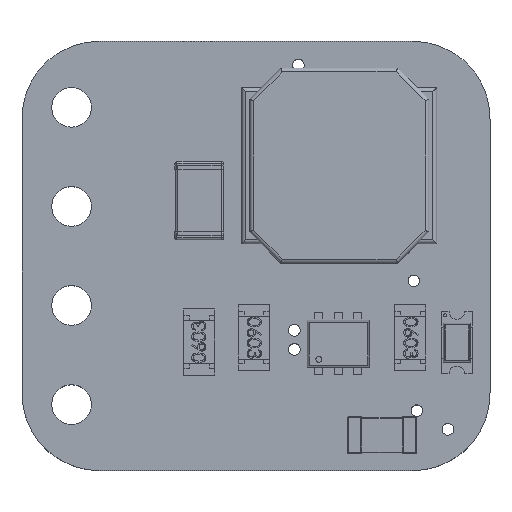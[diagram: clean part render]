
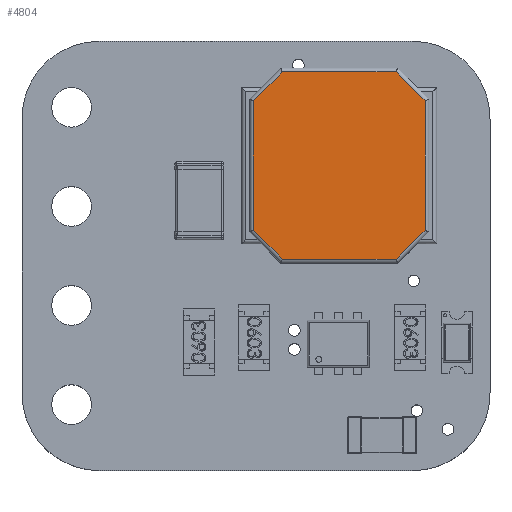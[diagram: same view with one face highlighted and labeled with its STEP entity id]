
A CAD part, top view. The second image highlights one B-rep face of the part: STEP entity #4804.
In plain terms, the highlighted face is planar.
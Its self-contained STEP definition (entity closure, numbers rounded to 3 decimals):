
#4804 = ADVANCED_FACE('',(#4805),#4871,.F.);
#4805 = FACE_BOUND('',#4806,.T.);
#4806 = EDGE_LOOP('',(#4807,#4817,#4825,#4833,#4841,#4849,#4857,#4865));
#4807 = ORIENTED_EDGE('',*,*,#4808,.T.);
#4808 = EDGE_CURVE('',#4809,#4811,#4813,.T.);
#4809 = VERTEX_POINT('',#4810);
#4810 = CARTESIAN_POINT('',(1.459,4.,-2.4));
#4811 = VERTEX_POINT('',#4812);
#4812 = CARTESIAN_POINT('',(-1.459,4.,-2.4));
#4813 = LINE('',#4814,#4815);
#4814 = CARTESIAN_POINT('',(-1.5,4.,-2.4));
#4815 = VECTOR('',#4816,1.);
#4816 = DIRECTION('',(-1.,0.,0.));
#4817 = ORIENTED_EDGE('',*,*,#4818,.T.);
#4818 = EDGE_CURVE('',#4811,#4819,#4821,.T.);
#4819 = VERTEX_POINT('',#4820);
#4820 = CARTESIAN_POINT('',(-2.2,4.,-1.659));
#4821 = LINE('',#4822,#4823);
#4822 = CARTESIAN_POINT('',(-2.229,4.,-1.629));
#4823 = VECTOR('',#4824,1.);
#4824 = DIRECTION('',(-0.707,0.,0.707));
#4825 = ORIENTED_EDGE('',*,*,#4826,.T.);
#4826 = EDGE_CURVE('',#4819,#4827,#4829,.T.);
#4827 = VERTEX_POINT('',#4828);
#4828 = CARTESIAN_POINT('',(-2.2,4.,1.659));
#4829 = LINE('',#4830,#4831);
#4830 = CARTESIAN_POINT('',(-2.2,4.,1.7));
#4831 = VECTOR('',#4832,1.);
#4832 = DIRECTION('',(0.,0.,1.));
#4833 = ORIENTED_EDGE('',*,*,#4834,.T.);
#4834 = EDGE_CURVE('',#4827,#4835,#4837,.T.);
#4835 = VERTEX_POINT('',#4836);
#4836 = CARTESIAN_POINT('',(-1.459,4.,2.4));
#4837 = LINE('',#4838,#4839);
#4838 = CARTESIAN_POINT('',(-1.429,4.,2.429));
#4839 = VECTOR('',#4840,1.);
#4840 = DIRECTION('',(0.707,0.,0.707));
#4841 = ORIENTED_EDGE('',*,*,#4842,.T.);
#4842 = EDGE_CURVE('',#4835,#4843,#4845,.T.);
#4843 = VERTEX_POINT('',#4844);
#4844 = CARTESIAN_POINT('',(1.459,4.,2.4));
#4845 = LINE('',#4846,#4847);
#4846 = CARTESIAN_POINT('',(1.5,4.,2.4));
#4847 = VECTOR('',#4848,1.);
#4848 = DIRECTION('',(1.,0.,-0.));
#4849 = ORIENTED_EDGE('',*,*,#4850,.T.);
#4850 = EDGE_CURVE('',#4843,#4851,#4853,.T.);
#4851 = VERTEX_POINT('',#4852);
#4852 = CARTESIAN_POINT('',(2.2,4.,1.659));
#4853 = LINE('',#4854,#4855);
#4854 = CARTESIAN_POINT('',(2.229,4.,1.629));
#4855 = VECTOR('',#4856,1.);
#4856 = DIRECTION('',(0.707,0.,-0.707));
#4857 = ORIENTED_EDGE('',*,*,#4858,.T.);
#4858 = EDGE_CURVE('',#4851,#4859,#4861,.T.);
#4859 = VERTEX_POINT('',#4860);
#4860 = CARTESIAN_POINT('',(2.2,4.,-1.659));
#4861 = LINE('',#4862,#4863);
#4862 = CARTESIAN_POINT('',(2.2,4.,-1.7));
#4863 = VECTOR('',#4864,1.);
#4864 = DIRECTION('',(0.,0.,-1.));
#4865 = ORIENTED_EDGE('',*,*,#4866,.T.);
#4866 = EDGE_CURVE('',#4859,#4809,#4867,.T.);
#4867 = LINE('',#4868,#4869);
#4868 = CARTESIAN_POINT('',(1.429,4.,-2.429));
#4869 = VECTOR('',#4870,1.);
#4870 = DIRECTION('',(-0.707,0.,-0.707));
#4871 = PLANE('',#4872);
#4872 = AXIS2_PLACEMENT_3D('',#4873,#4874,#4875);
#4873 = CARTESIAN_POINT('',(4.,4.,0.));
#4874 = DIRECTION('',(0.,-1.,0.));
#4875 = DIRECTION('',(0.,-0.,-1.));
